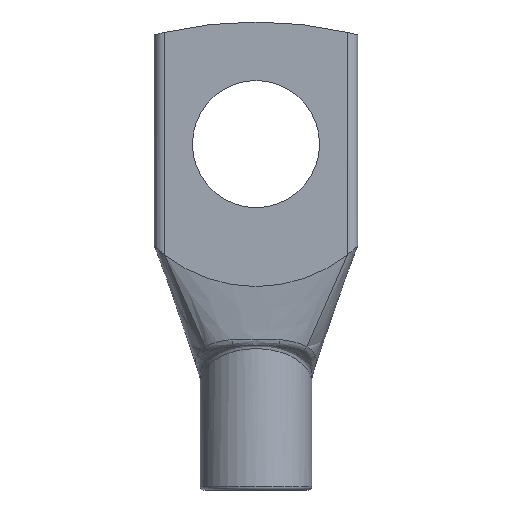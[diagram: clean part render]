
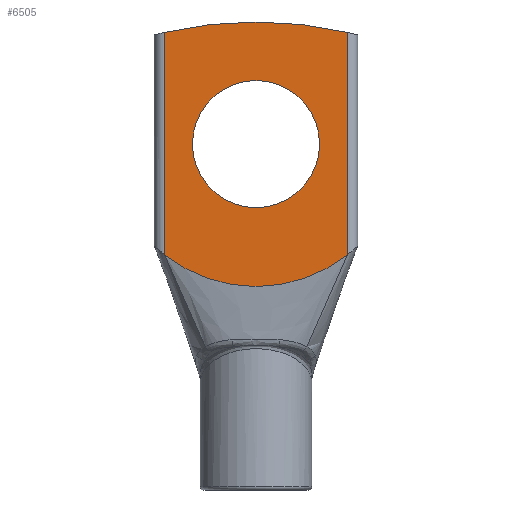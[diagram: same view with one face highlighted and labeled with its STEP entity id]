
A CAD part, front view. The second image highlights one B-rep face of the part: STEP entity #6505.
In plain terms, the highlighted planar face has unit normal (0, -1, 0).
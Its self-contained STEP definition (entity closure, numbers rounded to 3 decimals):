
#5661=CARTESIAN_POINT('',(-9.0,-6.5,23.131));
#5662=VERTEX_POINT('',#5661);
#5834=CARTESIAN_POINT('',(9.0,-6.5,23.131));
#5835=VERTEX_POINT('',#5834);
#5842=CARTESIAN_POINT('',(0.,-6.5,34.5));
#5843=DIRECTION('',(0.,-1.0,0.));
#5844=DIRECTION('',(-0.69,0.,0.724));
#5845=AXIS2_PLACEMENT_3D('',#5842,#5843,#5844);
#5846=CIRCLE('',#5845,14.5);
#5847=EDGE_CURVE('',#5662,#5835,#5846,.T.);
#6438=CARTESIAN_POINT('',(6.25,-6.5,34.));
#6439=VERTEX_POINT('',#6438);
#6440=CARTESIAN_POINT('',(0.,-6.5,34.));
#6441=DIRECTION('',(0.0,1.0,0.0));
#6442=DIRECTION('',(-1.0,0.0,0.0));
#6443=AXIS2_PLACEMENT_3D('',#6440,#6441,#6442);
#6444=CIRCLE('',#6443,6.25);
#6445=EDGE_CURVE('',#6439,#6439,#6444,.T.);
#6471=CARTESIAN_POINT('',(10.0,-6.5,20.0));
#6472=DIRECTION('',(0.0,-1.0,0.0));
#6473=DIRECTION('',(0.0,0.0,-1.0));
#6474=AXIS2_PLACEMENT_3D('',#6471,#6472,#6473);
#6475=PLANE('',#6474);
#6476=CARTESIAN_POINT('',(9.0,-6.5,44.974));
#6477=VERTEX_POINT('',#6476);
#6478=CARTESIAN_POINT('',(9.0,-6.5,44.974));
#6479=DIRECTION('',(0.0,0.0,-1.0));
#6480=VECTOR('',#6479,21.843);
#6481=LINE('',#6478,#6480);
#6482=EDGE_CURVE('',#6477,#5835,#6481,.T.);
#6483=ORIENTED_EDGE('',*,*,#6482,.F.);
#6484=CARTESIAN_POINT('',(-9.0,-6.5,44.974));
#6485=VERTEX_POINT('',#6484);
#6486=CARTESIAN_POINT('',(0.,-6.5,6.));
#6487=DIRECTION('',(0.,-1.0,0.));
#6488=DIRECTION('',(0.25,0.,-0.968));
#6489=AXIS2_PLACEMENT_3D('',#6486,#6487,#6488);
#6490=CIRCLE('',#6489,40.0);
#6491=EDGE_CURVE('',#6477,#6485,#6490,.T.);
#6492=ORIENTED_EDGE('',*,*,#6491,.T.);
#6493=CARTESIAN_POINT('',(-9.0,-6.5,23.131));
#6494=DIRECTION('',(0.0,0.0,1.0));
#6495=VECTOR('',#6494,21.843);
#6496=LINE('',#6493,#6495);
#6497=EDGE_CURVE('',#5662,#6485,#6496,.T.);
#6498=ORIENTED_EDGE('',*,*,#6497,.F.);
#6499=ORIENTED_EDGE('',*,*,#5847,.T.);
#6500=EDGE_LOOP('',(#6483,#6492,#6498,#6499));
#6501=FACE_OUTER_BOUND('',#6500,.T.);
#6502=ORIENTED_EDGE('',*,*,#6445,.T.);
#6503=EDGE_LOOP('',(#6502));
#6504=FACE_BOUND('',#6503,.T.);
#6505=ADVANCED_FACE('',(#6501,#6504),#6475,.T.);
